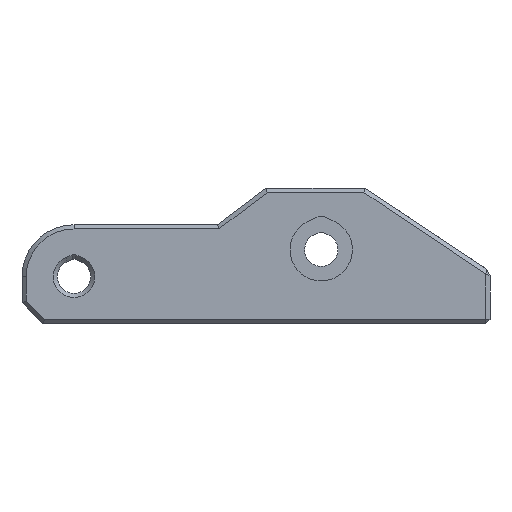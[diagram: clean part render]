
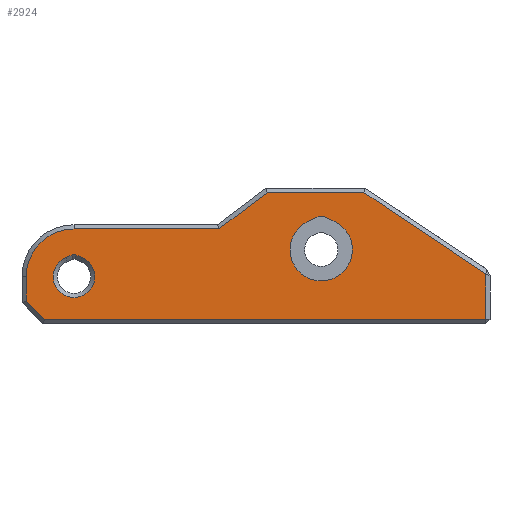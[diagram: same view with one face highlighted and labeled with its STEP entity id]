
A CAD part, left-side view. The second image highlights one B-rep face of the part: STEP entity #2924.
In plain terms, the highlighted planar face has unit normal (-1, 0, 0).
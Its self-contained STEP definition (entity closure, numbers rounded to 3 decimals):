
#51=CIRCLE('',#3086,4.6);
#52=CIRCLE('',#3087,3.);
#53=CIRCLE('',#3088,2.);
#92=FACE_BOUND('',#392,.T.);
#93=FACE_BOUND('',#393,.T.);
#216=FACE_OUTER_BOUND('',#391,.T.);
#391=EDGE_LOOP('',(#2181,#2182,#2183,#2184,#2185,#2186,#2187,#2188,#2189));
#392=EDGE_LOOP('',(#2190,#2191,#2192,#2193));
#393=EDGE_LOOP('',(#2194,#2195,#2196,#2197));
#634=LINE('',#4509,#976);
#637=LINE('',#4515,#979);
#640=LINE('',#4521,#982);
#642=LINE('',#4526,#984);
#643=LINE('',#4528,#985);
#644=LINE('',#4530,#986);
#645=LINE('',#4532,#987);
#646=LINE('',#4534,#988);
#647=LINE('',#4538,#989);
#648=LINE('',#4540,#990);
#649=LINE('',#4541,#991);
#650=LINE('',#4545,#992);
#651=LINE('',#4547,#993);
#652=LINE('',#4550,#994);
#976=VECTOR('',#3433,10.);
#979=VECTOR('',#3438,10.);
#982=VECTOR('',#3443,10.);
#984=VECTOR('',#3447,10.);
#985=VECTOR('',#3448,10.);
#986=VECTOR('',#3449,10.);
#987=VECTOR('',#3450,10.);
#988=VECTOR('',#3451,10.);
#989=VECTOR('',#3454,10.);
#990=VECTOR('',#3455,10.);
#991=VECTOR('',#3456,10.);
#992=VECTOR('',#3459,10.);
#993=VECTOR('',#3460,10.);
#994=VECTOR('',#3463,10.);
#1306=VERTEX_POINT('',#4506);
#1307=VERTEX_POINT('',#4508);
#1309=VERTEX_POINT('',#4514);
#1311=VERTEX_POINT('',#4520);
#1312=VERTEX_POINT('',#4524);
#1313=VERTEX_POINT('',#4525);
#1314=VERTEX_POINT('',#4527);
#1315=VERTEX_POINT('',#4529);
#1316=VERTEX_POINT('',#4531);
#1317=VERTEX_POINT('',#4533);
#1318=VERTEX_POINT('',#4535);
#1319=VERTEX_POINT('',#4537);
#1320=VERTEX_POINT('',#4539);
#1321=VERTEX_POINT('',#4543);
#1322=VERTEX_POINT('',#4544);
#1323=VERTEX_POINT('',#4546);
#1324=VERTEX_POINT('',#4548);
#1616=EDGE_CURVE('',#1307,#1306,#634,.T.);
#1619=EDGE_CURVE('',#1309,#1307,#637,.T.);
#1622=EDGE_CURVE('',#1311,#1309,#640,.T.);
#1624=EDGE_CURVE('',#1312,#1313,#642,.T.);
#1625=EDGE_CURVE('',#1314,#1312,#643,.T.);
#1626=EDGE_CURVE('',#1315,#1314,#644,.T.);
#1627=EDGE_CURVE('',#1316,#1315,#645,.T.);
#1628=EDGE_CURVE('',#1317,#1316,#646,.T.);
#1629=EDGE_CURVE('',#1318,#1317,#51,.T.);
#1630=EDGE_CURVE('',#1319,#1318,#647,.T.);
#1631=EDGE_CURVE('',#1320,#1319,#648,.T.);
#1632=EDGE_CURVE('',#1313,#1320,#649,.T.);
#1633=EDGE_CURVE('',#1306,#1311,#52,.T.);
#1634=EDGE_CURVE('',#1321,#1322,#650,.T.);
#1635=EDGE_CURVE('',#1323,#1321,#651,.T.);
#1636=EDGE_CURVE('',#1324,#1323,#53,.T.);
#1637=EDGE_CURVE('',#1322,#1324,#652,.T.);
#2181=ORIENTED_EDGE('',*,*,#1624,.F.);
#2182=ORIENTED_EDGE('',*,*,#1625,.F.);
#2183=ORIENTED_EDGE('',*,*,#1626,.F.);
#2184=ORIENTED_EDGE('',*,*,#1627,.F.);
#2185=ORIENTED_EDGE('',*,*,#1628,.F.);
#2186=ORIENTED_EDGE('',*,*,#1629,.F.);
#2187=ORIENTED_EDGE('',*,*,#1630,.F.);
#2188=ORIENTED_EDGE('',*,*,#1631,.F.);
#2189=ORIENTED_EDGE('',*,*,#1632,.F.);
#2190=ORIENTED_EDGE('',*,*,#1622,.T.);
#2191=ORIENTED_EDGE('',*,*,#1619,.T.);
#2192=ORIENTED_EDGE('',*,*,#1616,.T.);
#2193=ORIENTED_EDGE('',*,*,#1633,.T.);
#2194=ORIENTED_EDGE('',*,*,#1634,.F.);
#2195=ORIENTED_EDGE('',*,*,#1635,.F.);
#2196=ORIENTED_EDGE('',*,*,#1636,.F.);
#2197=ORIENTED_EDGE('',*,*,#1637,.F.);
#2779=PLANE('',#3085);
#2924=ADVANCED_FACE('',(#216,#92,#93),#2779,.T.);
#3085=AXIS2_PLACEMENT_3D('',#4523,#3445,#3446);
#3086=AXIS2_PLACEMENT_3D('',#4536,#3452,#3453);
#3087=AXIS2_PLACEMENT_3D('',#4542,#3457,#3458);
#3088=AXIS2_PLACEMENT_3D('',#4549,#3461,#3462);
#3433=DIRECTION('',(0.,-0.912,-0.411));
#3438=DIRECTION('',(0.,-1.,0.));
#3443=DIRECTION('',(0.,-0.912,0.411));
#3445=DIRECTION('center_axis',(-1.,0.,0.));
#3446=DIRECTION('ref_axis',(0.,-1.,0.));
#3447=DIRECTION('',(0.,0.,-1.));
#3448=DIRECTION('',(0.,-0.832,-0.555));
#3449=DIRECTION('',(0.,-1.,0.));
#3450=DIRECTION('',(0.,-0.799,0.602));
#3451=DIRECTION('',(0.,-1.,0.));
#3452=DIRECTION('center_axis',(1.,0.,0.));
#3453=DIRECTION('ref_axis',(0.,0.707,0.707));
#3454=DIRECTION('',(0.,0.,1.));
#3455=DIRECTION('',(0.,0.707,0.707));
#3456=DIRECTION('',(0.,1.,0.));
#3457=DIRECTION('center_axis',(1.,0.,0.));
#3458=DIRECTION('ref_axis',(0.,0.,-1.));
#3459=DIRECTION('',(0.,1.,0.));
#3460=DIRECTION('',(0.,0.918,0.397));
#3461=DIRECTION('center_axis',(-1.,0.,0.));
#3462=DIRECTION('ref_axis',(0.,0.,-1.));
#3463=DIRECTION('',(0.,0.918,-0.397));
#4506=CARTESIAN_POINT('',(-13.4,-7.502,9.836));
#4508=CARTESIAN_POINT('',(-13.4,-6.47,10.3));
#4509=CARTESIAN_POINT('',(-13.4,3.646,14.854));
#4514=CARTESIAN_POINT('',(-13.4,-6.07,10.3));
#4515=CARTESIAN_POINT('',(-13.4,8.215,10.3));
#4520=CARTESIAN_POINT('',(-13.4,-5.038,9.836));
#4521=CARTESIAN_POINT('',(-13.4,8.251,3.852));
#4523=CARTESIAN_POINT('Origin',(-13.4,22.5,0.));
#4524=CARTESIAN_POINT('',(-13.4,-22.1,4.786));
#4525=CARTESIAN_POINT('',(-13.4,-22.1,0.4));
#4526=CARTESIAN_POINT('',(-13.4,-22.1,0.));
#4527=CARTESIAN_POINT('',(-13.4,-10.379,12.6));
#4528=CARTESIAN_POINT('',(-13.4,-1.855,18.283));
#4529=CARTESIAN_POINT('',(-13.4,-1.078,12.6));
#4530=CARTESIAN_POINT('',(-13.4,11.25,12.6));
#4531=CARTESIAN_POINT('',(-13.4,3.566,9.1));
#4532=CARTESIAN_POINT('',(-13.4,11.738,2.942));
#4533=CARTESIAN_POINT('',(-13.4,17.5,9.1));
#4534=CARTESIAN_POINT('',(-13.4,22.5,9.1));
#4535=CARTESIAN_POINT('',(-13.4,22.1,4.5));
#4536=CARTESIAN_POINT('Origin',(-13.4,17.5,4.5));
#4537=CARTESIAN_POINT('',(-13.4,22.1,2.166));
#4538=CARTESIAN_POINT('',(-13.4,22.1,0.));
#4539=CARTESIAN_POINT('',(-13.4,20.334,0.4));
#4540=CARTESIAN_POINT('',(-13.4,21.217,1.283));
#4541=CARTESIAN_POINT('',(-13.4,11.25,0.4));
#4542=CARTESIAN_POINT('Origin',(-13.4,-6.27,7.1));
#4543=CARTESIAN_POINT('',(-13.4,17.317,6.6));
#4544=CARTESIAN_POINT('',(-13.4,17.683,6.6));
#4545=CARTESIAN_POINT('',(-13.4,20.05,6.6));
#4546=CARTESIAN_POINT('',(-13.4,16.706,6.336));
#4547=CARTESIAN_POINT('',(-13.4,18.26,7.008));
#4548=CARTESIAN_POINT('',(-13.4,18.294,6.336));
#4549=CARTESIAN_POINT('Origin',(-13.4,17.5,4.5));
#4550=CARTESIAN_POINT('',(-13.4,21.22,5.07));
